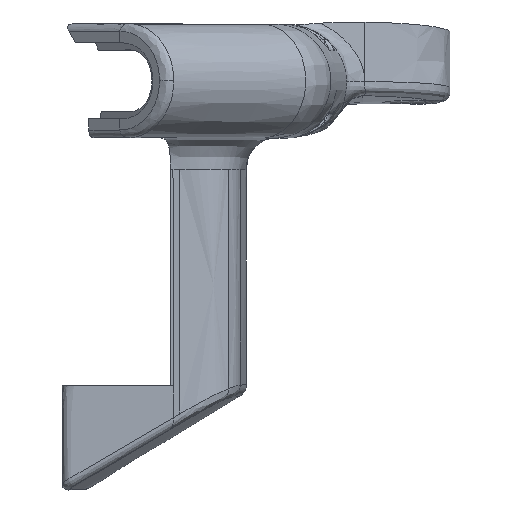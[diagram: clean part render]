
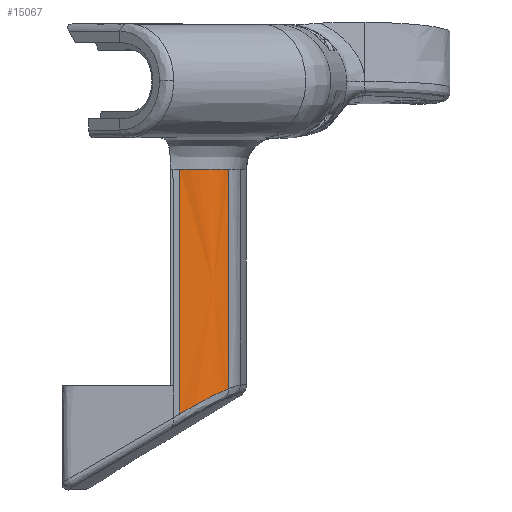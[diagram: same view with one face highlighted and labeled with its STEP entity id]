
A CAD part, top view. The second image highlights one B-rep face of the part: STEP entity #15067.
In plain terms, the highlighted free-form (B-spline) face has degree [3, 1] with [12, 2] control points.
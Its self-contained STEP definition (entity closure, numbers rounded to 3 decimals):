
#808 = CARTESIAN_POINT ( 'NONE',  ( 47.216, -14.168, 13.813 ) ) ;
#836 = CARTESIAN_POINT ( 'NONE',  ( 50.005, -4.546, 13.496 ) ) ;
#1562 = CARTESIAN_POINT ( 'NONE',  ( 51.696, -37.946, 12.484 ) ) ;
#1812 = CARTESIAN_POINT ( 'NONE',  ( 49.884, -14.168, 13.499 ) ) ;
#2174 = CARTESIAN_POINT ( 'NONE',  ( 48.571, -14.168, 13.762 ) ) ;
#3269 = CARTESIAN_POINT ( 'NONE',  ( 47.724, -39.679, 13.81 ) ) ;
#3590 = CARTESIAN_POINT ( 'NONE',  ( 48.597, -5.339, 13.766 ) ) ;
#3880 = EDGE_LOOP ( 'NONE', ( #21983, #33040, #30842, #35251 ) ) ;
#3970 = CARTESIAN_POINT ( 'NONE',  ( 47.874, -39.593, 13.807 ) ) ;
#4128 = CARTESIAN_POINT ( 'NONE',  ( 47.892, -5.749, 13.811 ) ) ;
#4681 = CARTESIAN_POINT ( 'NONE',  ( 52.389, -3.364, 11.708 ) ) ;
#4758 = CARTESIAN_POINT ( 'NONE',  ( 48.903, -14.168, 13.72 ) ) ;
#5130 = CARTESIAN_POINT ( 'NONE',  ( 52.044, -14.168, 12.123 ) ) ;
#6420 = VERTEX_POINT ( 'NONE', #35239 ) ;
#6746 = CARTESIAN_POINT ( 'NONE',  ( 47.327, -39.91, 13.813 ) ) ;
#7269 = CARTESIAN_POINT ( 'NONE',  ( 47.892, -40.014, 13.811 ) ) ;
#7515 = CARTESIAN_POINT ( 'NONE',  ( 49.562, -14.168, 13.595 ) ) ;
#7699 = CARTESIAN_POINT ( 'NONE',  ( 49.069, -14.168, 13.694 ) ) ;
#7892 = CARTESIAN_POINT ( 'NONE',  ( 47.901, -14.168, 13.803 ) ) ;
#8930 = CARTESIAN_POINT ( 'NONE',  ( 47.216, -39.975, 13.812 ) ) ;
#9408 = VERTEX_POINT ( 'NONE', #34785 ) ;
#11563 = B_SPLINE_CURVE_WITH_KNOTS ( 'NONE', 3,
 ( #35396, #35219, #32276, #20666 ),
 .UNSPECIFIED., .F., .F.,
 ( 4, 4 ),
 ( 0., 1. ),
 .UNSPECIFIED. ) ;
#11749 = CARTESIAN_POINT ( 'NONE',  ( 51.031, -37.904, 12.963 ) ) ;
#12079 = CARTESIAN_POINT ( 'NONE',  ( 52.363, -37.641, 11.742 ) ) ;
#12808 = CARTESIAN_POINT ( 'NONE',  ( 52.047, -37.781, 12.146 ) ) ;
#13422 = CARTESIAN_POINT ( 'NONE',  ( 52.204, -14.168, 11.946 ) ) ;
#13726 = CARTESIAN_POINT ( 'NONE',  ( 52.389, -37.629, 11.708 ) ) ;
#14521 = CARTESIAN_POINT ( 'NONE',  ( 48.399, -39.294, 13.78 ) ) ;
#14695 = CARTESIAN_POINT ( 'NONE',  ( 52.349, -37.311, 11.759 ) ) ;
#14844 = CARTESIAN_POINT ( 'NONE',  ( 50.005, -38.812, 13.496 ) ) ;
#15067 = ADVANCED_FACE ( 'NONE', ( #31978 ), #20565, .T. ) ;
#15229 = CARTESIAN_POINT ( 'NONE',  ( 48.21, -39.401, 13.792 ) ) ;
#15574 = CARTESIAN_POINT ( 'NONE',  ( 50.686, -4.184, 13.216 ) ) ;
#17283 = CARTESIAN_POINT ( 'NONE',  ( 49.71, -38.574, 13.563 ) ) ;
#18146 = CARTESIAN_POINT ( 'NONE',  ( 47.566, -40.207, 13.813 ) ) ;
#18569 = B_SPLINE_CURVE_WITH_KNOTS ( 'NONE', 1,
 ( #8930, #23298 ),
 .UNSPECIFIED., .F., .F.,
 ( 2, 2 ),
 ( 0., 1. ),
 .UNSPECIFIED. ) ;
#18877 = EDGE_CURVE ( 'NONE', #6420, #32650, #18569, .T. ) ;
#18952 = CARTESIAN_POINT ( 'NONE',  ( 51.37, -14.168, 12.734 ) ) ;
#19324 = CARTESIAN_POINT ( 'NONE',  ( 47.216, -14.168, 13.813 ) ) ;
#20226 = CARTESIAN_POINT ( 'NONE',  ( 49.017, -38.95, 13.706 ) ) ;
#20565 = B_SPLINE_SURFACE_WITH_KNOTS ( 'NONE', 3, 1, ( 
 ( #26442, #29028 ),
 ( #18146, #21284 ),
 ( #7269, #4128 ),
 ( #23868, #3590 ),
 ( #21103, #28851 ),
 ( #14844, #836 ),
 ( #35104, #15574 ),
 ( #1562, #26814 ),
 ( #12808, #26091 ),
 ( #12079, #24967 ),
 ( #36204, #26990 ),
 ( #13726, #4681 ) ),
 .UNSPECIFIED., .F., .F., .F.,
 ( 4, 2, 2, 2, 2, 4 ),
 ( 2, 2 ),
 ( 0., 1.215, 2.437, 4.896, 6.43, 6.496 ),
 ( 0., 34.266 ),
 .UNSPECIFIED. ) ;
#20666 = CARTESIAN_POINT ( 'NONE',  ( 52.35, -14.168, 11.758 ) ) ;
#20764 = CARTESIAN_POINT ( 'NONE',  ( 47.216, -39.975, 13.812 ) ) ;
#21103 = CARTESIAN_POINT ( 'NONE',  ( 48.947, -39.404, 13.723 ) ) ;
#21284 = CARTESIAN_POINT ( 'NONE',  ( 47.566, -5.941, 13.813 ) ) ;
#21534 = CARTESIAN_POINT ( 'NONE',  ( 47.221, -14.168, 13.812 ) ) ;
#21983 = ORIENTED_EDGE ( 'NONE', *, *, #25019, .F. ) ;
#22989 = CARTESIAN_POINT ( 'NONE',  ( 51.309, -37.771, 12.78 ) ) ;
#23298 = CARTESIAN_POINT ( 'NONE',  ( 47.216, -14.168, 13.813 ) ) ;
#23868 = CARTESIAN_POINT ( 'NONE',  ( 48.597, -39.604, 13.766 ) ) ;
#24297 = CARTESIAN_POINT ( 'NONE',  ( 47.399, -14.168, 13.812 ) ) ;
#24407 = B_SPLINE_CURVE_WITH_KNOTS ( 'NONE', 3,
 ( #19324, #21534, #30569, #24297, #30199, #7892, #35718, #32965, #2174, #4758, #7699, #7515, #1812, #32784, #33151, #18952, #27420, #5130, #13422, #24656 ),
 .UNSPECIFIED., .F., .F.,
 ( 4, 2, 2, 2, 2, 2, 2, 2, 2, 4 ),
 ( 0., 0.003, 0.09, 0.177, 0.265, 0.352, 0.527, 0.701, 0.876, 1. ),
 .UNSPECIFIED. ) ;
#24656 = CARTESIAN_POINT ( 'NONE',  ( 52.35, -14.168, 11.758 ) ) ;
#24967 = CARTESIAN_POINT ( 'NONE',  ( 52.363, -3.375, 11.742 ) ) ;
#25019 = EDGE_CURVE ( 'NONE', #32650, #28009, #24407, .T. ) ;
#25759 = CARTESIAN_POINT ( 'NONE',  ( 50.225, -38.303, 13.404 ) ) ;
#26091 = CARTESIAN_POINT ( 'NONE',  ( 52.047, -3.515, 12.146 ) ) ;
#26442 = CARTESIAN_POINT ( 'NONE',  ( 47.216, -40.413, 13.813 ) ) ;
#26471 = CARTESIAN_POINT ( 'NONE',  ( 48.801, -39.069, 13.737 ) ) ;
#26814 = CARTESIAN_POINT ( 'NONE',  ( 51.696, -3.681, 12.484 ) ) ;
#26990 = CARTESIAN_POINT ( 'NONE',  ( 52.376, -3.37, 11.725 ) ) ;
#27223 = B_SPLINE_CURVE_WITH_KNOTS ( 'NONE', 3,
 ( #20764, #6746, #28525, #3269, #3970, #15229, #14521, #26471, #20226, #17283, #25759, #11749, #22989, #31472, #28701, #14695 ),
 .UNSPECIFIED., .F., .F.,
 ( 4, 2, 2, 2, 2, 2, 2, 4 ),
 ( 0., 0.125, 0.25, 0.375, 0.5, 0.75, 0.875, 1. ),
 .UNSPECIFIED. ) ;
#27420 = CARTESIAN_POINT ( 'NONE',  ( 51.633, -14.168, 12.523 ) ) ;
#28009 = VERTEX_POINT ( 'NONE', #31250 ) ;
#28525 = CARTESIAN_POINT ( 'NONE',  ( 47.45, -39.838, 13.813 ) ) ;
#28701 = CARTESIAN_POINT ( 'NONE',  ( 52.108, -37.41, 12.068 ) ) ;
#28851 = CARTESIAN_POINT ( 'NONE',  ( 48.947, -5.139, 13.723 ) ) ;
#29028 = CARTESIAN_POINT ( 'NONE',  ( 47.216, -6.147, 13.813 ) ) ;
#29724 = EDGE_CURVE ( 'NONE', #6420, #9408, #27223, .T. ) ;
#30199 = CARTESIAN_POINT ( 'NONE',  ( 47.566, -14.168, 13.81 ) ) ;
#30569 = CARTESIAN_POINT ( 'NONE',  ( 47.226, -14.168, 13.812 ) ) ;
#30842 = ORIENTED_EDGE ( 'NONE', *, *, #29724, .T. ) ;
#31250 = CARTESIAN_POINT ( 'NONE',  ( 52.35, -14.168, 11.758 ) ) ;
#31472 = CARTESIAN_POINT ( 'NONE',  ( 51.847, -37.524, 12.332 ) ) ;
#31978 = FACE_OUTER_BOUND ( 'NONE', #3880, .T. ) ;
#32276 = CARTESIAN_POINT ( 'NONE',  ( 52.35, -21.882, 11.758 ) ) ;
#32650 = VERTEX_POINT ( 'NONE', #808 ) ;
#32784 = CARTESIAN_POINT ( 'NONE',  ( 50.507, -14.168, 13.25 ) ) ;
#32965 = CARTESIAN_POINT ( 'NONE',  ( 48.404, -14.168, 13.779 ) ) ;
#33040 = ORIENTED_EDGE ( 'NONE', *, *, #18877, .F. ) ;
#33151 = CARTESIAN_POINT ( 'NONE',  ( 50.807, -14.168, 13.097 ) ) ;
#34785 = CARTESIAN_POINT ( 'NONE',  ( 52.349, -37.311, 11.759 ) ) ;
#35104 = CARTESIAN_POINT ( 'NONE',  ( 50.686, -38.449, 13.216 ) ) ;
#35219 = CARTESIAN_POINT ( 'NONE',  ( 52.349, -29.597, 11.759 ) ) ;
#35239 = CARTESIAN_POINT ( 'NONE',  ( 47.216, -39.975, 13.812 ) ) ;
#35251 = ORIENTED_EDGE ( 'NONE', *, *, #36256, .T. ) ;
#35396 = CARTESIAN_POINT ( 'NONE',  ( 52.349, -37.311, 11.759 ) ) ;
#35718 = CARTESIAN_POINT ( 'NONE',  ( 48.069, -14.168, 13.799 ) ) ;
#36204 = CARTESIAN_POINT ( 'NONE',  ( 52.376, -37.635, 11.725 ) ) ;
#36256 = EDGE_CURVE ( 'NONE', #9408, #28009, #11563, .T. ) ;
